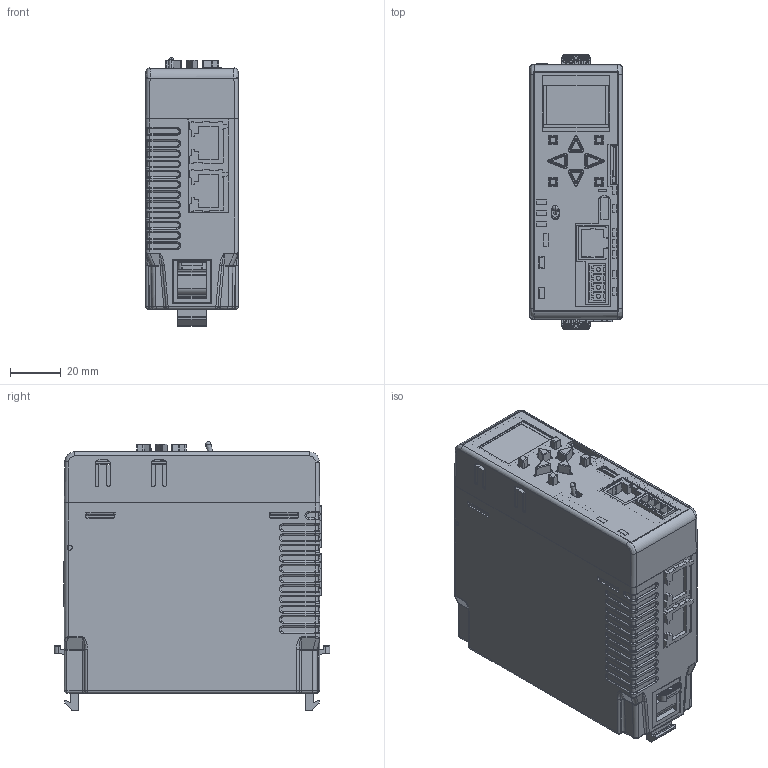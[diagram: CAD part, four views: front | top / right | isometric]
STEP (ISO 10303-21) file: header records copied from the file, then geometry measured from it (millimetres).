
FILE_DESCRIPTION (( 'STEP AP214' ), '1' );
FILE_NAME ('P2-622 fxt.STEP', '2022-01-20T12:29:13', ( '' ), ( '' ), 'SwSTEP 2.0', 'SolidWorks 2017', '' );
FILE_SCHEMA (( 'AUTOMOTIVE_DESIGN' ));
Length unit declared in the file: inch
Products named in the file (1): P2-622 fxt
Bounding box: 36.4 x 108.03 x 105.37 mm (x, y, z)
Volume: 271744 mm3; surface area: 66721.5 mm2
Topology: 9 solids, 9 shells, 4031 faces, 10991 edges, 7111 vertices
Faces by surface type: plane 2741, cylinder 663, bspline 317, cone 181, torus 97, sphere 32
Entity records: 144931 total; most frequent: CARTESIAN_POINT 46767, ORIENTED_EDGE 21930, DIRECTION 17468, EDGE_CURVE 10965, LINE 7502, VECTOR 7502, VERTEX_POINT 7107, AXIS2_PLACEMENT_3D 4983
